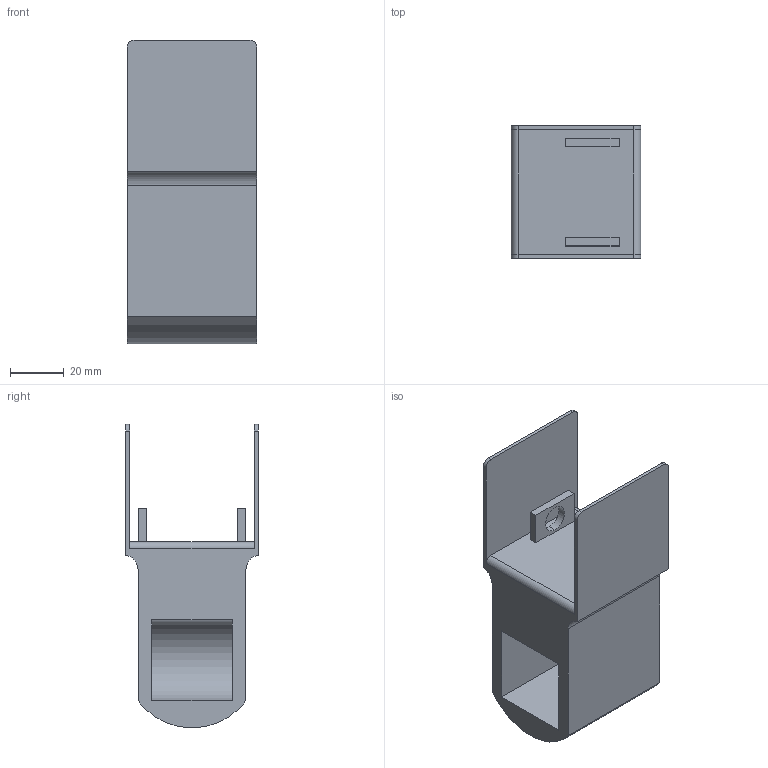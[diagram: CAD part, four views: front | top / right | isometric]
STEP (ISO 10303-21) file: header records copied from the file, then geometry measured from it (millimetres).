
FILE_DESCRIPTION (( 'STEP AP203' ), '1' );
FILE_NAME ('Elbow_F1_Default_sldprt.STEP', '2020-11-04T16:16:29', ( '' ), ( '' ), 'SwSTEP 2.0', 'SolidWorks 2020', '' );
FILE_SCHEMA (( 'CONFIG_CONTROL_DESIGN' ));
Length unit declared in the file: millimetre
Products named in the file (1): Elbow_F1_Default_sldprt
Bounding box: 48 x 49.2 x 112.41 mm (x, y, z)
Volume: 97462.7 mm3; surface area: 30639.5 mm2
Topology: 1 solids, 1 shells, 45 faces, 114 edges, 76 vertices
Faces by surface type: plane 27, cylinder 18
Entity records: 1449 total; most frequent: DIRECTION 242, CARTESIAN_POINT 236, ORIENTED_EDGE 228, EDGE_CURVE 114, AXIS2_PLACEMENT_3D 82, VECTOR 78, LINE 78, VERTEX_POINT 76
